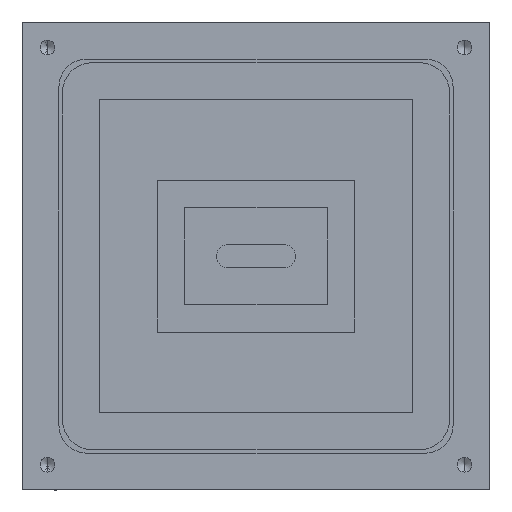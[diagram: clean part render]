
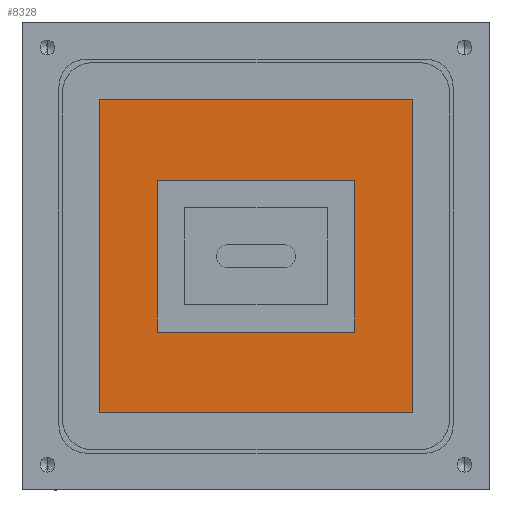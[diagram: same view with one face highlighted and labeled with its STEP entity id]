
A CAD part, front view. The second image highlights one B-rep face of the part: STEP entity #8328.
In plain terms, the highlighted planar face has unit normal (0, -1, 0).
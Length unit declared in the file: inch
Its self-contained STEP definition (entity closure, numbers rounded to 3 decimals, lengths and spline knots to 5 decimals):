
#207 = VECTOR ( 'NONE', #15495, 39.37008 ) ;
#506 = CARTESIAN_POINT ( 'NONE',  ( 0.15748, 0.3937, -0.15748 ) ) ;
#840 = VERTEX_POINT ( 'NONE', #506 ) ;
#1240 = LINE ( 'NONE', #4018, #14057 ) ;
#1574 = AXIS2_PLACEMENT_3D ( 'NONE', #8239, #10959, #9636 ) ;
#1869 = LINE ( 'NONE', #12618, #14430 ) ;
#1958 = ORIENTED_EDGE ( 'NONE', *, *, #8272, .F. ) ;
#2090 = CARTESIAN_POINT ( 'NONE',  ( 0.40354, 0.3937, -0.50197 ) ) ;
#2398 = ORIENTED_EDGE ( 'NONE', *, *, #16930, .T. ) ;
#3141 = EDGE_CURVE ( 'NONE', #15986, #8045, #9474, .T. ) ;
#3576 = LINE ( 'NONE', #2090, #207 ) ;
#3885 = CARTESIAN_POINT ( 'NONE',  ( 0.15748, 0.3937, -0.15748 ) ) ;
#3979 = VECTOR ( 'NONE', #9208, 39.37008 ) ;
#4018 = CARTESIAN_POINT ( 'NONE',  ( 1.49606, 0.3937, -0.15748 ) ) ;
#4235 = CARTESIAN_POINT ( 'NONE',  ( 0.40354, 0.3937, -1.15157 ) ) ;
#4415 = CARTESIAN_POINT ( 'NONE',  ( 0.40354, 0.3937, -1.15157 ) ) ;
#4439 = DIRECTION ( 'NONE',  ( 0., 0., -1. ) ) ;
#4570 = FACE_BOUND ( 'NONE', #5827, .T. ) ;
#4651 = CARTESIAN_POINT ( 'NONE',  ( 1.25, 0.3937, -1.15157 ) ) ;
#5160 = DIRECTION ( 'NONE',  ( 0., 0., 1. ) ) ;
#5256 = VECTOR ( 'NONE', #9978, 39.37008 ) ;
#5523 = CARTESIAN_POINT ( 'NONE',  ( 1.49606, 0.3937, -1.49606 ) ) ;
#5827 = EDGE_LOOP ( 'NONE', ( #10922, #11841, #1958, #8346 ) ) ;
#6157 = VERTEX_POINT ( 'NONE', #7523 ) ;
#6339 = EDGE_CURVE ( 'NONE', #16477, #12655, #1240, .T. ) ;
#6443 = EDGE_CURVE ( 'NONE', #6157, #16477, #8556, .T. ) ;
#6977 = CARTESIAN_POINT ( 'NONE',  ( 0.15748, 0.3937, -0.15748 ) ) ;
#7347 = VECTOR ( 'NONE', #14888, 39.37008 ) ;
#7523 = CARTESIAN_POINT ( 'NONE',  ( 0.15748, 0.3937, -1.49606 ) ) ;
#7747 = VERTEX_POINT ( 'NONE', #10977 ) ;
#8045 = VERTEX_POINT ( 'NONE', #12896 ) ;
#8239 = CARTESIAN_POINT ( 'NONE',  ( 0., 0.3937, 0. ) ) ;
#8272 = EDGE_CURVE ( 'NONE', #11413, #7747, #1869, .T. ) ;
#8328 = ADVANCED_FACE ( 'NONE', ( #4570, #16496 ), #11219, .T. ) ;
#8346 = ORIENTED_EDGE ( 'NONE', *, *, #16700, .F. ) ;
#8556 = LINE ( 'NONE', #16554, #7347 ) ;
#9208 = DIRECTION ( 'NONE',  ( -1., 0., 0. ) ) ;
#9445 = CARTESIAN_POINT ( 'NONE',  ( 1.25, 0.3937, -0.50197 ) ) ;
#9474 = LINE ( 'NONE', #4235, #15174 ) ;
#9636 = DIRECTION ( 'NONE',  ( 0., 0., -1. ) ) ;
#9978 = DIRECTION ( 'NONE',  ( 0., 0., 1. ) ) ;
#10258 = EDGE_CURVE ( 'NONE', #7747, #15986, #3576, .T. ) ;
#10645 = EDGE_LOOP ( 'NONE', ( #2398, #13520, #12972, #12463 ) ) ;
#10922 = ORIENTED_EDGE ( 'NONE', *, *, #3141, .F. ) ;
#10959 = DIRECTION ( 'NONE',  ( 0., -1., 0. ) ) ;
#10977 = CARTESIAN_POINT ( 'NONE',  ( 0.40354, 0.3937, -0.50197 ) ) ;
#11219 = PLANE ( 'NONE',  #1574 ) ;
#11413 = VERTEX_POINT ( 'NONE', #9445 ) ;
#11841 = ORIENTED_EDGE ( 'NONE', *, *, #10258, .F. ) ;
#12179 = DIRECTION ( 'NONE',  ( 1., 0., 0. ) ) ;
#12441 = DIRECTION ( 'NONE',  ( -1., 0., 0. ) ) ;
#12463 = ORIENTED_EDGE ( 'NONE', *, *, #16378, .T. ) ;
#12618 = CARTESIAN_POINT ( 'NONE',  ( 1.25, 0.3937, -0.50197 ) ) ;
#12655 = VERTEX_POINT ( 'NONE', #14584 ) ;
#12896 = CARTESIAN_POINT ( 'NONE',  ( 1.25, 0.3937, -1.15157 ) ) ;
#12972 = ORIENTED_EDGE ( 'NONE', *, *, #6339, .T. ) ;
#13520 = ORIENTED_EDGE ( 'NONE', *, *, #6443, .T. ) ;
#14057 = VECTOR ( 'NONE', #5160, 39.37008 ) ;
#14430 = VECTOR ( 'NONE', #12441, 39.37008 ) ;
#14584 = CARTESIAN_POINT ( 'NONE',  ( 1.49606, 0.3937, -0.15748 ) ) ;
#14888 = DIRECTION ( 'NONE',  ( 1., 0., 0. ) ) ;
#15174 = VECTOR ( 'NONE', #12179, 39.37008 ) ;
#15495 = DIRECTION ( 'NONE',  ( 0., 0., -1. ) ) ;
#15890 = LINE ( 'NONE', #3885, #3979 ) ;
#15986 = VERTEX_POINT ( 'NONE', #4415 ) ;
#16378 = EDGE_CURVE ( 'NONE', #12655, #840, #15890, .T. ) ;
#16477 = VERTEX_POINT ( 'NONE', #5523 ) ;
#16496 = FACE_OUTER_BOUND ( 'NONE', #10645, .T. ) ;
#16554 = CARTESIAN_POINT ( 'NONE',  ( 0.15748, 0.3937, -1.49606 ) ) ;
#16634 = LINE ( 'NONE', #6977, #16746 ) ;
#16672 = LINE ( 'NONE', #4651, #5256 ) ;
#16700 = EDGE_CURVE ( 'NONE', #8045, #11413, #16672, .T. ) ;
#16746 = VECTOR ( 'NONE', #4439, 39.37008 ) ;
#16930 = EDGE_CURVE ( 'NONE', #840, #6157, #16634, .T. ) ;
